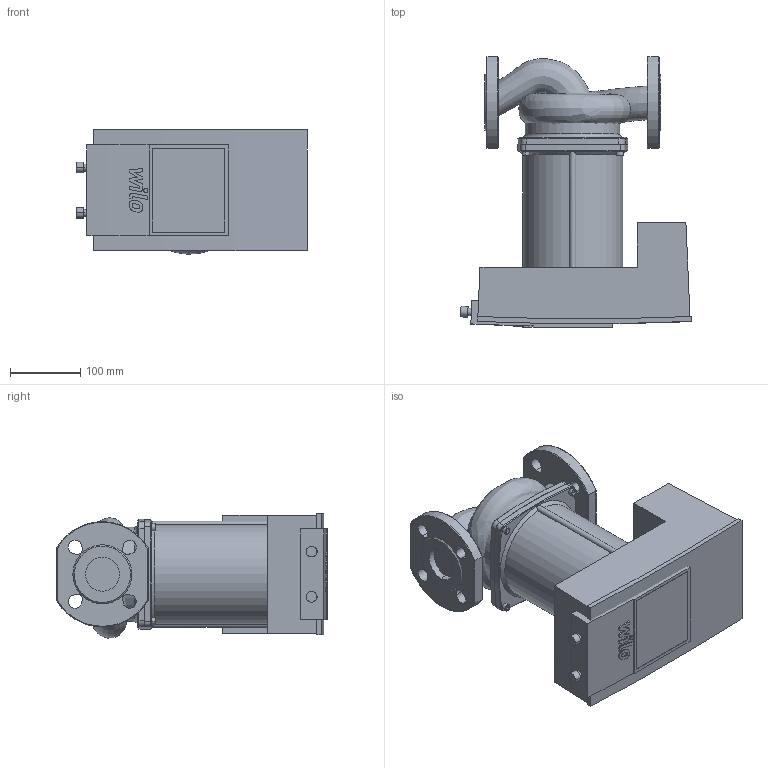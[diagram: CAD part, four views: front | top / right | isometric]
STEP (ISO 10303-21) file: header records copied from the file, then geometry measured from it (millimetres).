
FILE_DESCRIPTION((''),'2;1');
FILE_NAME('3d_YonosMAXO40_0_5-16PN6_10-2120648.stp','2016-08-29T10:28:56',(''),(''),'Mechanical Desktop 2009','Mechanical Desktop 2009',', , ');
FILE_SCHEMA(('CONFIG_CONTROL_DESIGN'));
Length unit declared in the file: millimetre
Products named in the file (1): Product
Bounding box: 328.57 x 385.11 x 176.88 mm (x, y, z)
Volume: 11054963 mm3; surface area: 652347 mm2
Topology: 11 solids, 11 shells, 259 faces, 609 edges, 392 vertices
Faces by surface type: plane 109, bspline 59, cylinder 59, cone 20, torus 12
Entity records: 15657 total; most frequent: CARTESIAN_POINT 9804, ORIENTED_EDGE 1218, DIRECTION 1106, EDGE_CURVE 609, VERTEX_POINT 392, AXIS2_PLACEMENT_3D 390, VECTOR 326, LINE 326
